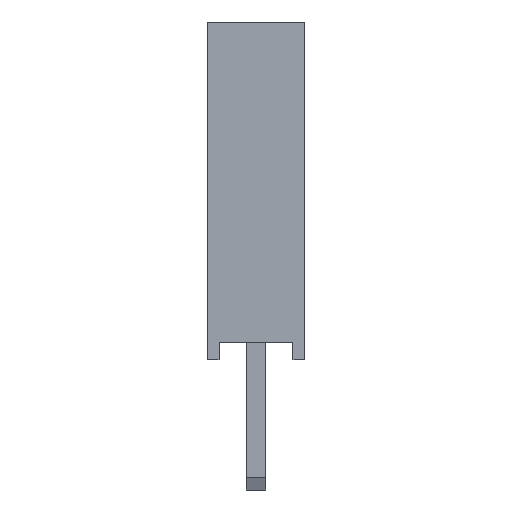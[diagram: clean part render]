
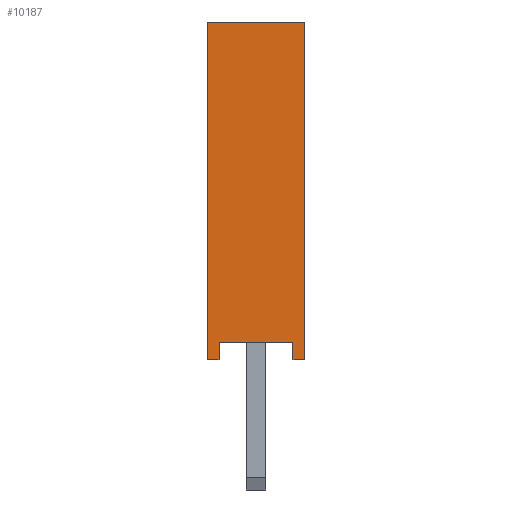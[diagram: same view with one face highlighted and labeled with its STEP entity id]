
A CAD part, left-side view. The second image highlights one B-rep face of the part: STEP entity #10187.
In plain terms, the highlighted planar face has unit normal (-1, 0, 0).
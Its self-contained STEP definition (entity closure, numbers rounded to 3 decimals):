
#263=FACE_OUTER_BOUND('',#831,.T.);
#831=EDGE_LOOP('',(#6651,#6652,#6653,#6654,#6655,#6656,#6657,#6658));
#1480=LINE('',#14240,#2812);
#1484=LINE('',#14249,#2816);
#1488=LINE('',#14256,#2820);
#1490=LINE('',#14262,#2822);
#1497=LINE('',#14276,#2829);
#1499=LINE('',#14280,#2831);
#1501=LINE('',#14284,#2833);
#1503=LINE('',#14287,#2835);
#2812=VECTOR('',#11567,10.);
#2816=VECTOR('',#11573,10.);
#2820=VECTOR('',#11579,10.);
#2822=VECTOR('',#11587,10.);
#2829=VECTOR('',#11598,10.);
#2831=VECTOR('',#11602,10.);
#2833=VECTOR('',#11606,10.);
#2835=VECTOR('',#11610,10.);
#4119=VERTEX_POINT('',#14238);
#4120=VERTEX_POINT('',#14239);
#4123=VERTEX_POINT('',#14247);
#4124=VERTEX_POINT('',#14248);
#4127=VERTEX_POINT('',#14261);
#4132=VERTEX_POINT('',#14275);
#4133=VERTEX_POINT('',#14279);
#4134=VERTEX_POINT('',#14283);
#5088=EDGE_CURVE('',#4119,#4120,#1480,.T.);
#5092=EDGE_CURVE('',#4123,#4124,#1484,.T.);
#5096=EDGE_CURVE('',#4120,#4123,#1488,.T.);
#5098=EDGE_CURVE('',#4124,#4127,#1490,.T.);
#5105=EDGE_CURVE('',#4132,#4119,#1497,.T.);
#5107=EDGE_CURVE('',#4133,#4132,#1499,.T.);
#5109=EDGE_CURVE('',#4134,#4133,#1501,.T.);
#5111=EDGE_CURVE('',#4127,#4134,#1503,.T.);
#6651=ORIENTED_EDGE('',*,*,#5105,.F.);
#6652=ORIENTED_EDGE('',*,*,#5107,.F.);
#6653=ORIENTED_EDGE('',*,*,#5109,.F.);
#6654=ORIENTED_EDGE('',*,*,#5111,.F.);
#6655=ORIENTED_EDGE('',*,*,#5098,.F.);
#6656=ORIENTED_EDGE('',*,*,#5092,.F.);
#6657=ORIENTED_EDGE('',*,*,#5096,.F.);
#6658=ORIENTED_EDGE('',*,*,#5088,.F.);
#9319=PLANE('',#10784);
#10187=ADVANCED_FACE('',(#263),#9319,.F.);
#10784=AXIS2_PLACEMENT_3D('',#14288,#11611,#11612);
#11567=DIRECTION('',(0.,0.,1.));
#11573=DIRECTION('',(0.,0.,-1.));
#11579=DIRECTION('',(0.,-1.,0.));
#11587=DIRECTION('',(0.,1.,0.));
#11598=DIRECTION('',(0.,1.,0.));
#11602=DIRECTION('',(0.,0.,-1.));
#11606=DIRECTION('',(0.,1.,0.));
#11610=DIRECTION('',(0.,0.,1.));
#11611=DIRECTION('center_axis',(1.,0.,0.));
#11612=DIRECTION('ref_axis',(0.,0.,-1.));
#14238=CARTESIAN_POINT('',(-1.317,1.238,0.));
#14239=CARTESIAN_POINT('',(-1.317,1.238,8.575));
#14240=CARTESIAN_POINT('',(-1.317,1.238,2.144));
#14247=CARTESIAN_POINT('',(-1.317,-1.238,8.575));
#14248=CARTESIAN_POINT('',(-1.317,-1.238,0.));
#14249=CARTESIAN_POINT('',(-1.317,-1.238,2.144));
#14256=CARTESIAN_POINT('',(-1.317,-1.238,8.575));
#14261=CARTESIAN_POINT('',(-1.317,-0.938,0.));
#14262=CARTESIAN_POINT('',(-1.317,-1.238,0.));
#14275=CARTESIAN_POINT('',(-1.317,0.938,0.));
#14276=CARTESIAN_POINT('',(-1.317,-1.238,0.));
#14279=CARTESIAN_POINT('',(-1.317,0.938,0.448));
#14280=CARTESIAN_POINT('',(-1.317,0.938,0.));
#14283=CARTESIAN_POINT('',(-1.317,-0.938,0.448));
#14284=CARTESIAN_POINT('',(-1.317,-0.15,0.448));
#14287=CARTESIAN_POINT('',(-1.317,-0.938,0.224));
#14288=CARTESIAN_POINT('Origin',(-1.317,-1.238,0.));
